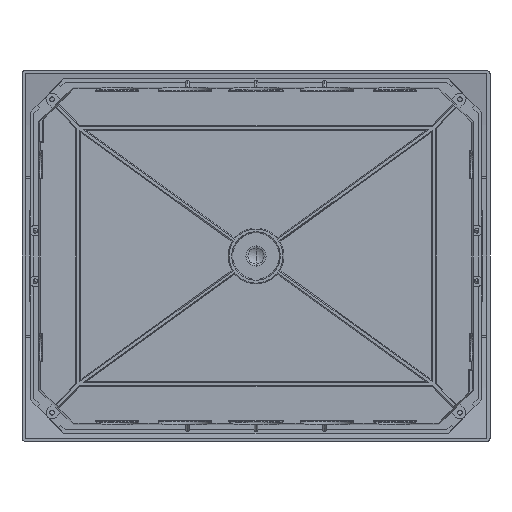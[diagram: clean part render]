
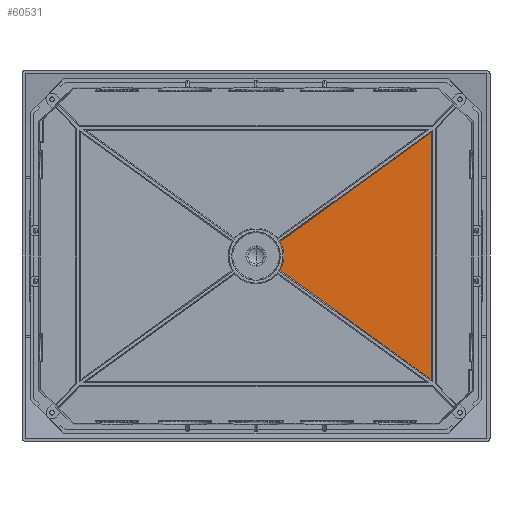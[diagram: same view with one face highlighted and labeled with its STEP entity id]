
A CAD part, front view. The second image highlights one B-rep face of the part: STEP entity #60531.
In plain terms, the highlighted planar face has unit normal (0, -1, 0).
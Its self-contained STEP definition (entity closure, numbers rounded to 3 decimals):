
#4973 = EDGE_LOOP ( 'NONE', ( #25804, #17440, #17251, #48352 ) ) ;
#7411 = LINE ( 'NONE', #68487, #39789 ) ;
#9658 = EDGE_CURVE ( 'NONE', #67751, #32757, #49619, .T. ) ;
#14107 = EDGE_CURVE ( 'NONE', #32757, #23121, #54501, .T. ) ;
#17130 = CARTESIAN_POINT ( 'NONE',  ( -209., 0., 0. ) ) ;
#17251 = ORIENTED_EDGE ( 'NONE', *, *, #59138, .T. ) ;
#17440 = ORIENTED_EDGE ( 'NONE', *, *, #9658, .F. ) ;
#17445 = CARTESIAN_POINT ( 'NONE',  ( 14.354, 0., 8.633 ) ) ;
#22042 = VECTOR ( 'NONE', #51509, 1000. ) ;
#23121 = VERTEX_POINT ( 'NONE', #65717 ) ;
#24043 = DIRECTION ( 'NONE',  ( 0., 0., 1. ) ) ;
#25804 = ORIENTED_EDGE ( 'NONE', *, *, #14107, .F. ) ;
#26770 = DIRECTION ( 'NONE',  ( -0.811, 0., -0.585 ) ) ;
#32757 = VERTEX_POINT ( 'NONE', #81616 ) ;
#32863 = CARTESIAN_POINT ( 'NONE',  ( 0., 0., 0. ) ) ;
#37023 = VERTEX_POINT ( 'NONE', #17445 ) ;
#39789 = VECTOR ( 'NONE', #26770, 1000. ) ;
#39836 = DIRECTION ( 'NONE',  ( 0., 0., -1. ) ) ;
#40020 = AXIS2_PLACEMENT_3D ( 'NONE', #32863, #81248, #39836 ) ;
#42138 = AXIS2_PLACEMENT_3D ( 'NONE', #17130, #65475, #24043 ) ;
#48352 = ORIENTED_EDGE ( 'NONE', *, *, #64394, .F. ) ;
#48522 = CARTESIAN_POINT ( 'NONE',  ( 105., 0., 74.053 ) ) ;
#49619 = LINE ( 'NONE', #64951, #84198 ) ;
#51509 = DIRECTION ( 'NONE',  ( -0.811, 0., 0.585 ) ) ;
#54501 = LINE ( 'NONE', #72342, #22042 ) ;
#58591 = PLANE ( 'NONE',  #42138 ) ;
#59138 = EDGE_CURVE ( 'NONE', #67751, #37023, #7411, .T. ) ;
#60531 = ADVANCED_FACE ( 'NONE', ( #75238 ), #58591, .F. ) ;
#64394 = EDGE_CURVE ( 'NONE', #23121, #37023, #88644, .T. ) ;
#64951 = CARTESIAN_POINT ( 'NONE',  ( 105., 0., 0. ) ) ;
#65475 = DIRECTION ( 'NONE',  ( 0., 1., 0. ) ) ;
#65717 = CARTESIAN_POINT ( 'NONE',  ( 14.354, 0., -8.633 ) ) ;
#67751 = VERTEX_POINT ( 'NONE', #48522 ) ;
#68487 = CARTESIAN_POINT ( 'NONE',  ( 0.819, 0., -1.135 ) ) ;
#71859 = DIRECTION ( 'NONE',  ( 0., 0., -1. ) ) ;
#72342 = CARTESIAN_POINT ( 'NONE',  ( 0.819, 0., 1.135 ) ) ;
#75238 = FACE_OUTER_BOUND ( 'NONE', #4973, .T. ) ;
#81248 = DIRECTION ( 'NONE',  ( 0., -1., 0. ) ) ;
#81616 = CARTESIAN_POINT ( 'NONE',  ( 105., 0., -74.053 ) ) ;
#84198 = VECTOR ( 'NONE', #71859, 1000. ) ;
#88644 = CIRCLE ( 'NONE', #40020, 16.75 ) ;
